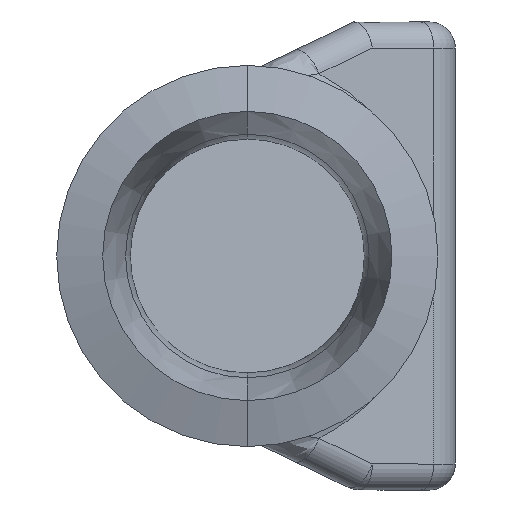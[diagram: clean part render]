
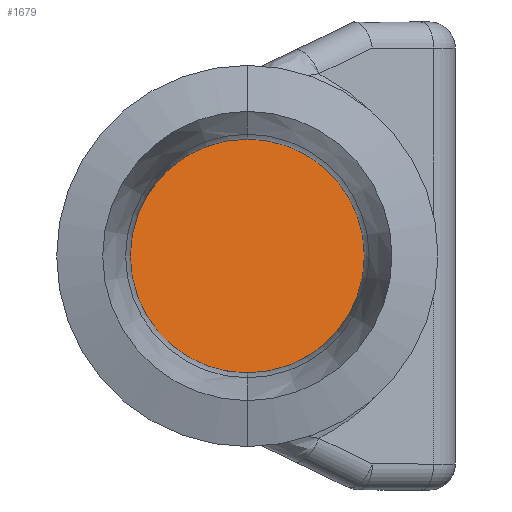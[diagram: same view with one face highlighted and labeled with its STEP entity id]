
A CAD part, left-side view. The second image highlights one B-rep face of the part: STEP entity #1679.
In plain terms, the highlighted planar face has unit normal (-0.866, -0.5, 0).
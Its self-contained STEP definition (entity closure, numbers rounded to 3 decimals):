
#24 = CARTESIAN_POINT ( 'NONE',  ( 99.319, 0., -6.75 ) ) ;
#251 = AXIS2_PLACEMENT_3D ( 'NONE', #824, #813, #1806 ) ;
#269 = PLANE ( 'NONE',  #251 ) ;
#290 = CARTESIAN_POINT ( 'NONE',  ( 99.319, 0., 6.75 ) ) ;
#298 = CARTESIAN_POINT ( 'NONE',  ( 99.319, 0., -6.75 ) ) ;
#500 = VERTEX_POINT ( 'NONE', #1354 ) ;
#517 = FACE_OUTER_BOUND ( 'NONE', #1307, .T. ) ;
#716 = CARTESIAN_POINT ( 'NONE',  ( 91.525, 13.5, 6.75 ) ) ;
#813 = DIRECTION ( 'NONE',  ( -0.866, -0.5, 0. ) ) ;
#824 = CARTESIAN_POINT ( 'NONE',  ( 105.814, -11.25, -39.722 ) ) ;
#957 = VERTEX_POINT ( 'NONE', #1400 ) ;
#1002 = CARTESIAN_POINT ( 'NONE',  ( 107.113, -13.5, -6.75 ) ) ;
#1220 = ORIENTED_EDGE ( 'NONE', *, *, #1768, .T. ) ;
#1277 = ORIENTED_EDGE ( 'NONE', *, *, #1817, .T. ) ;
#1287 = CARTESIAN_POINT ( 'NONE',  ( 91.525, 13.5, -6.75 ) ) ;
#1295 = CARTESIAN_POINT ( 'NONE',  ( 99.319, 0., 6.75 ) ) ;
#1307 = EDGE_LOOP ( 'NONE', ( #1277, #1220 ) ) ;
#1354 = CARTESIAN_POINT ( 'NONE',  ( 99.319, 0., -6.75 ) ) ;
#1400 = CARTESIAN_POINT ( 'NONE',  ( 99.319, 0., 6.75 ) ) ;
#1425 = CARTESIAN_POINT ( 'NONE',  ( 107.113, -13.5, 6.75 ) ) ;
#1603 =( BOUNDED_CURVE ( )  B_SPLINE_CURVE ( 3, ( #298, #1002, #1425, #290 ),
 .UNSPECIFIED., .F., .T. ) 
 B_SPLINE_CURVE_WITH_KNOTS ( ( 4, 4 ),
 ( 1.571, 4.712 ),
 .UNSPECIFIED. ) 
 CURVE ( )  GEOMETRIC_REPRESENTATION_ITEM ( )  RATIONAL_B_SPLINE_CURVE ( ( 1., 0.333, 0.333, 1. ) ) 
 REPRESENTATION_ITEM ( '' )  );
#1679 = ADVANCED_FACE ( 'NONE', ( #517 ), #269, .T. ) ;
#1768 = EDGE_CURVE ( 'NONE', #500, #957, #1603, .T. ) ;
#1795 =( BOUNDED_CURVE ( )  B_SPLINE_CURVE ( 3, ( #1295, #716, #1287, #24 ),
 .UNSPECIFIED., .F., .T. ) 
 B_SPLINE_CURVE_WITH_KNOTS ( ( 4, 4 ),
 ( 4.712, 7.854 ),
 .UNSPECIFIED. ) 
 CURVE ( )  GEOMETRIC_REPRESENTATION_ITEM ( )  RATIONAL_B_SPLINE_CURVE ( ( 1., 0.333, 0.333, 1. ) ) 
 REPRESENTATION_ITEM ( '' )  );
#1806 = DIRECTION ( 'NONE',  ( 0.5, -0.866, 0. ) ) ;
#1817 = EDGE_CURVE ( 'NONE', #957, #500, #1795, .T. ) ;
